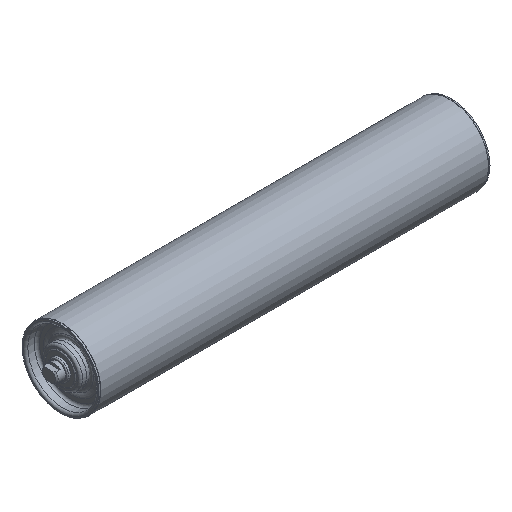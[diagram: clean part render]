
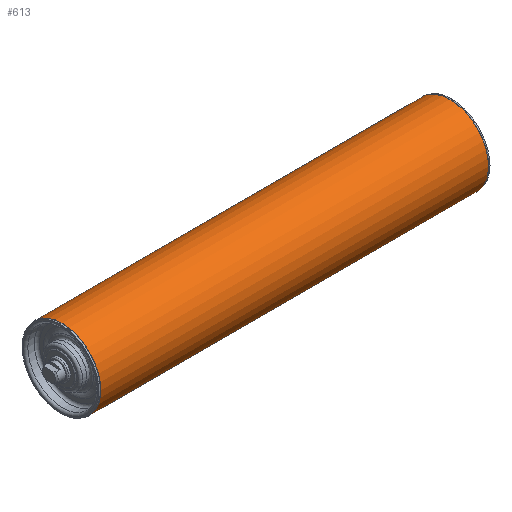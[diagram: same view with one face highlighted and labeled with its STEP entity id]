
A CAD part, isometric view. The second image highlights one B-rep face of the part: STEP entity #613.
In plain terms, the highlighted cylindrical face has radius 30 mm (diameter 60 mm), a full revolution.
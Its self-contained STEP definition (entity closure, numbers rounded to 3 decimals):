
#586=CARTESIAN_POINT('',(75.,0.,0.0));
#587=DIRECTION('',(1.0,0.0,0.0));
#588=DIRECTION('',(0.0,1.0,0.0));
#589=AXIS2_PLACEMENT_3D('',#586,#587,#588);
#590=CYLINDRICAL_SURFACE('',#589,30.);
#591=CARTESIAN_POINT('',(-150.,30.,0.0));
#592=VERTEX_POINT('',#591);
#593=CARTESIAN_POINT('',(-150.,0.,0.0));
#594=DIRECTION('',(1.0,0.0,0.0));
#595=DIRECTION('',(0.0,1.0,0.0));
#596=AXIS2_PLACEMENT_3D('',#593,#594,#595);
#597=CIRCLE('',#596,30.);
#598=EDGE_CURVE('',#592,#592,#597,.T.);
#599=ORIENTED_EDGE('',*,*,#598,.T.);
#600=EDGE_LOOP('',(#599));
#601=FACE_OUTER_BOUND('',#600,.T.);
#602=CARTESIAN_POINT('',(150.,30.,0.0));
#603=VERTEX_POINT('',#602);
#604=CARTESIAN_POINT('',(150.,0.,0.0));
#605=DIRECTION('',(1.0,0.0,0.0));
#606=DIRECTION('',(0.0,1.0,0.0));
#607=AXIS2_PLACEMENT_3D('',#604,#605,#606);
#608=CIRCLE('',#607,30.);
#609=EDGE_CURVE('',#603,#603,#608,.T.);
#610=ORIENTED_EDGE('',*,*,#609,.F.);
#611=EDGE_LOOP('',(#610));
#612=FACE_BOUND('',#611,.T.);
#613=ADVANCED_FACE('',(#601,#612),#590,.T.);
